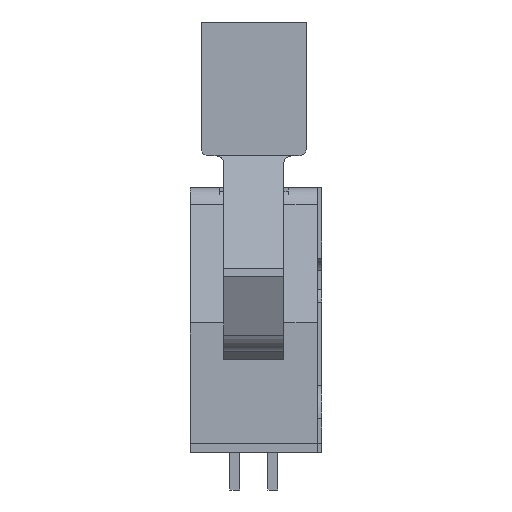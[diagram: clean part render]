
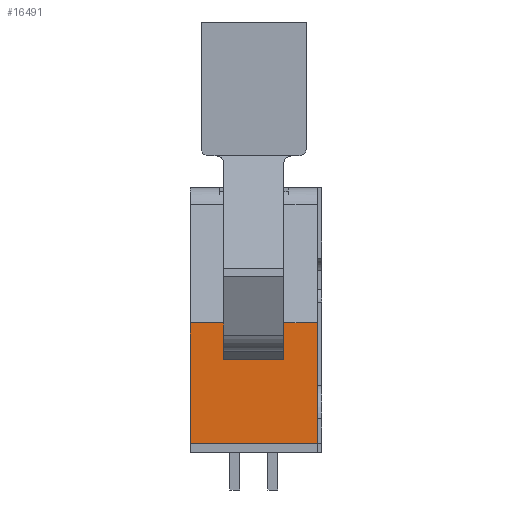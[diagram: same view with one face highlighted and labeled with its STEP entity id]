
A CAD part, front view. The second image highlights one B-rep face of the part: STEP entity #16491.
In plain terms, the highlighted face is planar.
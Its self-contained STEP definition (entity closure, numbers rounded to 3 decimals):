
#5215 = PLANE('',#5216);
#5216 = AXIS2_PLACEMENT_3D('',#5217,#5218,#5219);
#5217 = CARTESIAN_POINT('',(-5.045,-2.955,16.1));
#5218 = DIRECTION('',(0.,1.,0.));
#5219 = DIRECTION('',(-1.,0.,0.));
#6846 = VERTEX_POINT('',#6847);
#6847 = CARTESIAN_POINT('',(51.56,-2.955,0.6));
#6861 = PLANE('',#6862);
#6862 = AXIS2_PLACEMENT_3D('',#6863,#6864,#6865);
#6863 = CARTESIAN_POINT('',(51.11,5.495,0.6));
#6864 = DIRECTION('',(0.,0.,-1.));
#6865 = DIRECTION('',(-1.,0.,0.));
#6873 = EDGE_CURVE('',#6874,#6846,#6876,.T.);
#6874 = VERTEX_POINT('',#6875);
#6875 = CARTESIAN_POINT('',(51.56,-2.955,8.6));
#6876 = SURFACE_CURVE('',#6877,(#6881,#6888),.PCURVE_S1.);
#6877 = LINE('',#6878,#6879);
#6878 = CARTESIAN_POINT('',(51.56,-2.955,0.6));
#6879 = VECTOR('',#6880,1.);
#6880 = DIRECTION('',(-0.,0.,-1.));
#6881 = PCURVE('',#5215,#6882);
#6882 = DEFINITIONAL_REPRESENTATION('',(#6883),#6887);
#6883 = LINE('',#6884,#6885);
#6884 = CARTESIAN_POINT('',(-56.605,-15.5));
#6885 = VECTOR('',#6886,1.);
#6886 = DIRECTION('',(0.,-1.));
#6887 = ( GEOMETRIC_REPRESENTATION_CONTEXT(2) 
PARAMETRIC_REPRESENTATION_CONTEXT() REPRESENTATION_CONTEXT('2D SPACE',''
  ) );
#6888 = PCURVE('',#6889,#6894);
#6889 = PLANE('',#6890);
#6890 = AXIS2_PLACEMENT_3D('',#6891,#6892,#6893);
#6891 = CARTESIAN_POINT('',(51.56,5.495,0.6));
#6892 = DIRECTION('',(1.,0.,0.));
#6893 = DIRECTION('',(0.,-1.,0.));
#6894 = DEFINITIONAL_REPRESENTATION('',(#6895),#6899);
#6895 = LINE('',#6896,#6897);
#6896 = CARTESIAN_POINT('',(8.45,0.));
#6897 = VECTOR('',#6898,1.);
#6898 = DIRECTION('',(-0.,1.));
#6899 = ( GEOMETRIC_REPRESENTATION_CONTEXT(2) 
PARAMETRIC_REPRESENTATION_CONTEXT() REPRESENTATION_CONTEXT('2D SPACE',''
  ) );
#6917 = PLANE('',#6918);
#6918 = AXIS2_PLACEMENT_3D('',#6919,#6920,#6921);
#6919 = CARTESIAN_POINT('',(51.56,5.495,8.6));
#6920 = DIRECTION('',(0.966,0.,0.259)
  );
#6921 = DIRECTION('',(0.259,0.,-0.966
    ));
#8024 = PLANE('',#8025);
#8025 = AXIS2_PLACEMENT_3D('',#8026,#8027,#8028);
#8026 = CARTESIAN_POINT('',(45.685,5.495,16.1));
#8027 = DIRECTION('',(0.,1.,0.));
#8028 = DIRECTION('',(1.,0.,0.));
#15551 = PLANE('',#15552);
#15552 = AXIS2_PLACEMENT_3D('',#15553,#15554,#15555);
#15553 = CARTESIAN_POINT('',(20.32,-0.73,0.));
#15554 = DIRECTION('',(0.,1.,0.));
#15555 = DIRECTION('',(1.,0.,0.));
#15590 = EDGE_CURVE('',#15591,#6874,#15593,.T.);
#15591 = VERTEX_POINT('',#15592);
#15592 = CARTESIAN_POINT('',(51.56,-0.73,8.6));
#15593 = SURFACE_CURVE('',#15594,(#15598,#15605),.PCURVE_S1.);
#15594 = LINE('',#15595,#15596);
#15595 = CARTESIAN_POINT('',(51.56,5.495,8.6));
#15596 = VECTOR('',#15597,1.);
#15597 = DIRECTION('',(0.,-1.,0.));
#15598 = PCURVE('',#6917,#15599);
#15599 = DEFINITIONAL_REPRESENTATION('',(#15600),#15604);
#15600 = LINE('',#15601,#15602);
#15601 = CARTESIAN_POINT('',(0.,0.));
#15602 = VECTOR('',#15603,1.);
#15603 = DIRECTION('',(0.,-1.));
#15604 = ( GEOMETRIC_REPRESENTATION_CONTEXT(2) 
PARAMETRIC_REPRESENTATION_CONTEXT() REPRESENTATION_CONTEXT('2D SPACE',''
  ) );
#15605 = PCURVE('',#6889,#15606);
#15606 = DEFINITIONAL_REPRESENTATION('',(#15607),#15611);
#15607 = LINE('',#15608,#15609);
#15608 = CARTESIAN_POINT('',(0.,-8.));
#15609 = VECTOR('',#15610,1.);
#15610 = DIRECTION('',(1.,0.));
#15611 = ( GEOMETRIC_REPRESENTATION_CONTEXT(2) 
PARAMETRIC_REPRESENTATION_CONTEXT() REPRESENTATION_CONTEXT('2D SPACE',''
  ) );
#16115 = PLANE('',#16116);
#16116 = AXIS2_PLACEMENT_3D('',#16117,#16118,#16119);
#16117 = CARTESIAN_POINT('',(20.32,3.27,0.));
#16118 = DIRECTION('',(0.,1.,0.));
#16119 = DIRECTION('',(1.,0.,0.));
#16449 = VERTEX_POINT('',#16450);
#16450 = CARTESIAN_POINT('',(51.56,5.495,0.6));
#16471 = EDGE_CURVE('',#16449,#6846,#16472,.T.);
#16472 = SURFACE_CURVE('',#16473,(#16477,#16484),.PCURVE_S1.);
#16473 = LINE('',#16474,#16475);
#16474 = CARTESIAN_POINT('',(51.56,5.495,0.6));
#16475 = VECTOR('',#16476,1.);
#16476 = DIRECTION('',(0.,-1.,0.));
#16477 = PCURVE('',#6861,#16478);
#16478 = DEFINITIONAL_REPRESENTATION('',(#16479),#16483);
#16479 = LINE('',#16480,#16481);
#16480 = CARTESIAN_POINT('',(-0.45,-0.));
#16481 = VECTOR('',#16482,1.);
#16482 = DIRECTION('',(0.,-1.));
#16483 = ( GEOMETRIC_REPRESENTATION_CONTEXT(2) 
PARAMETRIC_REPRESENTATION_CONTEXT() REPRESENTATION_CONTEXT('2D SPACE',''
  ) );
#16484 = PCURVE('',#6889,#16485);
#16485 = DEFINITIONAL_REPRESENTATION('',(#16486),#16490);
#16486 = LINE('',#16487,#16488);
#16487 = CARTESIAN_POINT('',(0.,0.));
#16488 = VECTOR('',#16489,1.);
#16489 = DIRECTION('',(1.,0.));
#16490 = ( GEOMETRIC_REPRESENTATION_CONTEXT(2) 
PARAMETRIC_REPRESENTATION_CONTEXT() REPRESENTATION_CONTEXT('2D SPACE',''
  ) );
#16491 = ADVANCED_FACE('',(#16492),#6889,.T.);
#16492 = FACE_BOUND('',#16493,.T.);
#16493 = EDGE_LOOP('',(#16494,#16519,#16547,#16568,#16569,#16570,#16571,
    #16594));
#16494 = ORIENTED_EDGE('',*,*,#16495,.T.);
#16495 = EDGE_CURVE('',#16496,#16498,#16500,.T.);
#16496 = VERTEX_POINT('',#16497);
#16497 = CARTESIAN_POINT('',(51.56,3.27,8.6));
#16498 = VERTEX_POINT('',#16499);
#16499 = CARTESIAN_POINT('',(51.56,3.27,6.15));
#16500 = SURFACE_CURVE('',#16501,(#16505,#16512),.PCURVE_S1.);
#16501 = LINE('',#16502,#16503);
#16502 = CARTESIAN_POINT('',(51.56,3.27,17.6));
#16503 = VECTOR('',#16504,1.);
#16504 = DIRECTION('',(0.,0.,-1.));
#16505 = PCURVE('',#6889,#16506);
#16506 = DEFINITIONAL_REPRESENTATION('',(#16507),#16511);
#16507 = LINE('',#16508,#16509);
#16508 = CARTESIAN_POINT('',(2.225,-17.));
#16509 = VECTOR('',#16510,1.);
#16510 = DIRECTION('',(0.,1.));
#16511 = ( GEOMETRIC_REPRESENTATION_CONTEXT(2) 
PARAMETRIC_REPRESENTATION_CONTEXT() REPRESENTATION_CONTEXT('2D SPACE',''
  ) );
#16512 = PCURVE('',#16115,#16513);
#16513 = DEFINITIONAL_REPRESENTATION('',(#16514),#16518);
#16514 = LINE('',#16515,#16516);
#16515 = CARTESIAN_POINT('',(31.24,-17.6));
#16516 = VECTOR('',#16517,1.);
#16517 = DIRECTION('',(0.,1.));
#16518 = ( GEOMETRIC_REPRESENTATION_CONTEXT(2) 
PARAMETRIC_REPRESENTATION_CONTEXT() REPRESENTATION_CONTEXT('2D SPACE',''
  ) );
#16519 = ORIENTED_EDGE('',*,*,#16520,.T.);
#16520 = EDGE_CURVE('',#16498,#16521,#16523,.T.);
#16521 = VERTEX_POINT('',#16522);
#16522 = CARTESIAN_POINT('',(51.56,-0.73,6.15));
#16523 = SURFACE_CURVE('',#16524,(#16528,#16535),.PCURVE_S1.);
#16524 = LINE('',#16525,#16526);
#16525 = CARTESIAN_POINT('',(51.56,3.27,6.15));
#16526 = VECTOR('',#16527,1.);
#16527 = DIRECTION('',(0.,-1.,0.));
#16528 = PCURVE('',#6889,#16529);
#16529 = DEFINITIONAL_REPRESENTATION('',(#16530),#16534);
#16530 = LINE('',#16531,#16532);
#16531 = CARTESIAN_POINT('',(2.225,-5.55));
#16532 = VECTOR('',#16533,1.);
#16533 = DIRECTION('',(1.,0.));
#16534 = ( GEOMETRIC_REPRESENTATION_CONTEXT(2) 
PARAMETRIC_REPRESENTATION_CONTEXT() REPRESENTATION_CONTEXT('2D SPACE',''
  ) );
#16535 = PCURVE('',#16536,#16541);
#16536 = PLANE('',#16537);
#16537 = AXIS2_PLACEMENT_3D('',#16538,#16539,#16540);
#16538 = CARTESIAN_POINT('',(51.56,3.27,6.15));
#16539 = DIRECTION('',(0.,0.,-1.));
#16540 = DIRECTION('',(0.,1.,0.));
#16541 = DEFINITIONAL_REPRESENTATION('',(#16542),#16546);
#16542 = LINE('',#16543,#16544);
#16543 = CARTESIAN_POINT('',(0.,0.));
#16544 = VECTOR('',#16545,1.);
#16545 = DIRECTION('',(-1.,0.));
#16546 = ( GEOMETRIC_REPRESENTATION_CONTEXT(2) 
PARAMETRIC_REPRESENTATION_CONTEXT() REPRESENTATION_CONTEXT('2D SPACE',''
  ) );
#16547 = ORIENTED_EDGE('',*,*,#16548,.F.);
#16548 = EDGE_CURVE('',#15591,#16521,#16549,.T.);
#16549 = SURFACE_CURVE('',#16550,(#16554,#16561),.PCURVE_S1.);
#16550 = LINE('',#16551,#16552);
#16551 = CARTESIAN_POINT('',(51.56,-0.73,17.6));
#16552 = VECTOR('',#16553,1.);
#16553 = DIRECTION('',(0.,0.,-1.));
#16554 = PCURVE('',#6889,#16555);
#16555 = DEFINITIONAL_REPRESENTATION('',(#16556),#16560);
#16556 = LINE('',#16557,#16558);
#16557 = CARTESIAN_POINT('',(6.225,-17.));
#16558 = VECTOR('',#16559,1.);
#16559 = DIRECTION('',(0.,1.));
#16560 = ( GEOMETRIC_REPRESENTATION_CONTEXT(2) 
PARAMETRIC_REPRESENTATION_CONTEXT() REPRESENTATION_CONTEXT('2D SPACE',''
  ) );
#16561 = PCURVE('',#15551,#16562);
#16562 = DEFINITIONAL_REPRESENTATION('',(#16563),#16567);
#16563 = LINE('',#16564,#16565);
#16564 = CARTESIAN_POINT('',(31.24,-17.6));
#16565 = VECTOR('',#16566,1.);
#16566 = DIRECTION('',(0.,1.));
#16567 = ( GEOMETRIC_REPRESENTATION_CONTEXT(2) 
PARAMETRIC_REPRESENTATION_CONTEXT() REPRESENTATION_CONTEXT('2D SPACE',''
  ) );
#16568 = ORIENTED_EDGE('',*,*,#15590,.T.);
#16569 = ORIENTED_EDGE('',*,*,#6873,.T.);
#16570 = ORIENTED_EDGE('',*,*,#16471,.F.);
#16571 = ORIENTED_EDGE('',*,*,#16572,.F.);
#16572 = EDGE_CURVE('',#16573,#16449,#16575,.T.);
#16573 = VERTEX_POINT('',#16574);
#16574 = CARTESIAN_POINT('',(51.56,5.495,8.6));
#16575 = SURFACE_CURVE('',#16576,(#16580,#16587),.PCURVE_S1.);
#16576 = LINE('',#16577,#16578);
#16577 = CARTESIAN_POINT('',(51.56,5.495,0.6));
#16578 = VECTOR('',#16579,1.);
#16579 = DIRECTION('',(-0.,0.,-1.));
#16580 = PCURVE('',#6889,#16581);
#16581 = DEFINITIONAL_REPRESENTATION('',(#16582),#16586);
#16582 = LINE('',#16583,#16584);
#16583 = CARTESIAN_POINT('',(0.,0.));
#16584 = VECTOR('',#16585,1.);
#16585 = DIRECTION('',(-0.,1.));
#16586 = ( GEOMETRIC_REPRESENTATION_CONTEXT(2) 
PARAMETRIC_REPRESENTATION_CONTEXT() REPRESENTATION_CONTEXT('2D SPACE',''
  ) );
#16587 = PCURVE('',#8024,#16588);
#16588 = DEFINITIONAL_REPRESENTATION('',(#16589),#16593);
#16589 = LINE('',#16590,#16591);
#16590 = CARTESIAN_POINT('',(5.875,15.5));
#16591 = VECTOR('',#16592,1.);
#16592 = DIRECTION('',(0.,1.));
#16593 = ( GEOMETRIC_REPRESENTATION_CONTEXT(2) 
PARAMETRIC_REPRESENTATION_CONTEXT() REPRESENTATION_CONTEXT('2D SPACE',''
  ) );
#16594 = ORIENTED_EDGE('',*,*,#16595,.T.);
#16595 = EDGE_CURVE('',#16573,#16496,#16596,.T.);
#16596 = SURFACE_CURVE('',#16597,(#16601,#16608),.PCURVE_S1.);
#16597 = LINE('',#16598,#16599);
#16598 = CARTESIAN_POINT('',(51.56,5.495,8.6));
#16599 = VECTOR('',#16600,1.);
#16600 = DIRECTION('',(0.,-1.,0.));
#16601 = PCURVE('',#6889,#16602);
#16602 = DEFINITIONAL_REPRESENTATION('',(#16603),#16607);
#16603 = LINE('',#16604,#16605);
#16604 = CARTESIAN_POINT('',(0.,-8.));
#16605 = VECTOR('',#16606,1.);
#16606 = DIRECTION('',(1.,0.));
#16607 = ( GEOMETRIC_REPRESENTATION_CONTEXT(2) 
PARAMETRIC_REPRESENTATION_CONTEXT() REPRESENTATION_CONTEXT('2D SPACE',''
  ) );
#16608 = PCURVE('',#16609,#16614);
#16609 = PLANE('',#16610);
#16610 = AXIS2_PLACEMENT_3D('',#16611,#16612,#16613);
#16611 = CARTESIAN_POINT('',(51.56,5.495,8.6));
#16612 = DIRECTION('',(0.966,0.,0.259)
  );
#16613 = DIRECTION('',(0.259,0.,
    -0.966));
#16614 = DEFINITIONAL_REPRESENTATION('',(#16615),#16619);
#16615 = LINE('',#16616,#16617);
#16616 = CARTESIAN_POINT('',(0.,0.));
#16617 = VECTOR('',#16618,1.);
#16618 = DIRECTION('',(0.,-1.));
#16619 = ( GEOMETRIC_REPRESENTATION_CONTEXT(2) 
PARAMETRIC_REPRESENTATION_CONTEXT() REPRESENTATION_CONTEXT('2D SPACE',''
  ) );
